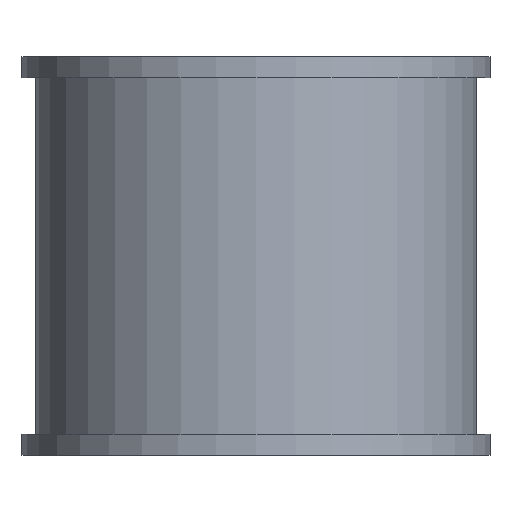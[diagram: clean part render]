
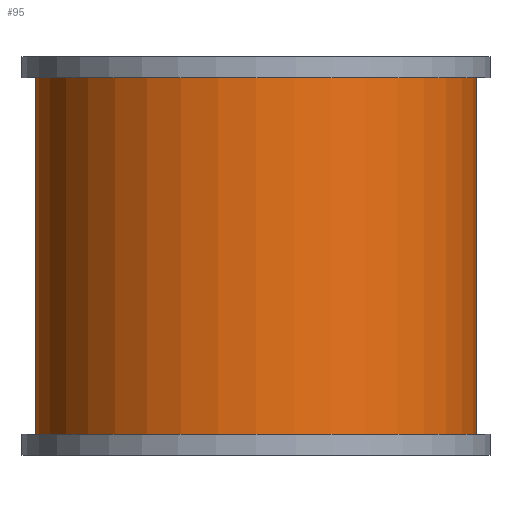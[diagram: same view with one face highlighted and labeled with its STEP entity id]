
A CAD part, front view. The second image highlights one B-rep face of the part: STEP entity #95.
In plain terms, the highlighted cylindrical face has radius 15.49 mm (diameter 30.98 mm), a partial arc.
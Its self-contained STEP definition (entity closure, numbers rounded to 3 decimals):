
#95 = ADVANCED_FACE( '', ( #142 ), #143, .T. );
#142 = FACE_OUTER_BOUND( '', #194, .T. );
#143 = CYLINDRICAL_SURFACE( '', #195, 15.49 );
#194 = EDGE_LOOP( '', ( #386, #387, #388, #389 ) );
#195 = AXIS2_PLACEMENT_3D( '', #390, #391, #392 );
#386 = ORIENTED_EDGE( '', *, *, #456, .F. );
#387 = ORIENTED_EDGE( '', *, *, #497, .T. );
#388 = ORIENTED_EDGE( '', *, *, #432, .T. );
#389 = ORIENTED_EDGE( '', *, *, #498, .T. );
#390 = CARTESIAN_POINT( '', ( 0., 0., -25. ) );
#391 = DIRECTION( '', ( 0., 0., -1. ) );
#392 = DIRECTION( '', ( -0.245, -0.97, 0. ) );
#432 = EDGE_CURVE( '', #508, #509, #510, .T. );
#456 = EDGE_CURVE( '', #551, #553, #554, .T. );
#497 = EDGE_CURVE( '', #551, #508, #617, .F. );
#498 = EDGE_CURVE( '', #509, #553, #618, .T. );
#508 = VERTEX_POINT( '', #632 );
#509 = VERTEX_POINT( '', #633 );
#510 = CIRCLE( '', #634, 15.49 );
#551 = VERTEX_POINT( '', #692 );
#553 = VERTEX_POINT( '', #694 );
#554 = CIRCLE( '', #695, 15.49 );
#617 = LINE( '', #782, #783 );
#618 = LINE( '', #784, #785 );
#632 = CARTESIAN_POINT( '', ( -5.757, 14.381, -25. ) );
#633 = CARTESIAN_POINT( '', ( 5.757, 14.381, -25. ) );
#634 = AXIS2_PLACEMENT_3D( '', #792, #793, #794 );
#692 = CARTESIAN_POINT( '', ( -5.757, 14.381, 0. ) );
#694 = CARTESIAN_POINT( '', ( 5.757, 14.381, 0. ) );
#695 = AXIS2_PLACEMENT_3D( '', #830, #831, #832 );
#782 = CARTESIAN_POINT( '', ( -5.757, 14.381, -25. ) );
#783 = VECTOR( '', #905, 1000. );
#784 = CARTESIAN_POINT( '', ( 5.757, 14.381, -25. ) );
#785 = VECTOR( '', #906, 1000. );
#792 = CARTESIAN_POINT( '', ( 0., 0., -25. ) );
#793 = DIRECTION( '', ( 0., 0., 1. ) );
#794 = DIRECTION( '', ( 1., 0., 0. ) );
#830 = CARTESIAN_POINT( '', ( 0., 0., 0. ) );
#831 = DIRECTION( '', ( 0., 0., 1. ) );
#832 = DIRECTION( '', ( 1., 0., 0. ) );
#905 = DIRECTION( '', ( 0., 0., 1. ) );
#906 = DIRECTION( '', ( 0., 0., 1. ) );
